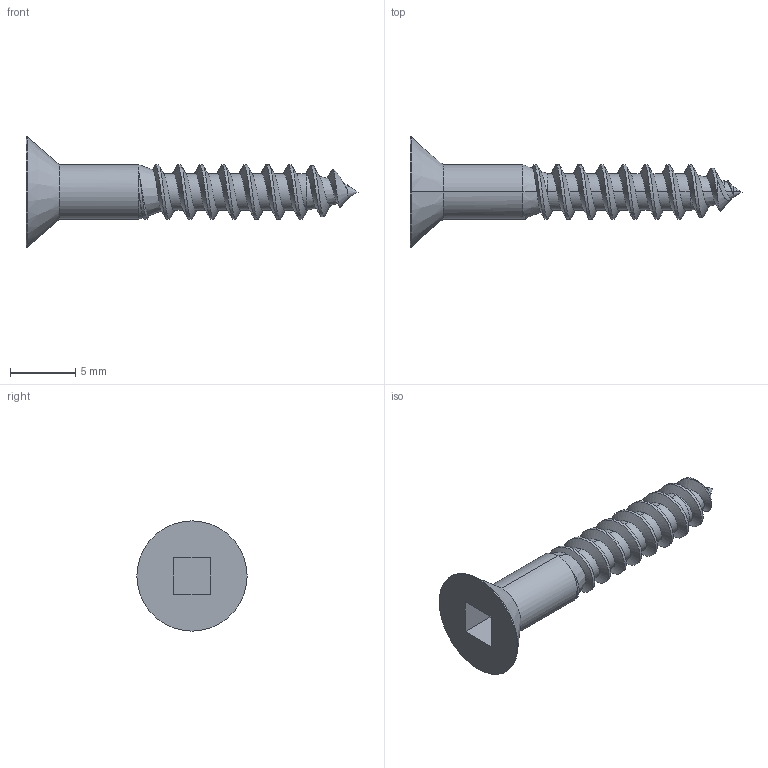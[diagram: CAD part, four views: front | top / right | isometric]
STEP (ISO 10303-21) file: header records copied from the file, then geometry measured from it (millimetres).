
FILE_DESCRIPTION (( 'STEP AP203' ), '1' );
FILE_NAME ('90610A199_Square-Drive Flat Head Screws for Wood.STEP', '2022-12-12T19:45:43', ( 'Administrator' ), ( 'Managed by Terraform' ), 'SwSTEP 2.0', 'SolidWorks 2017', '' );
FILE_SCHEMA (( 'CONFIG_CONTROL_DESIGN' ));
Length unit declared in the file: inch
Products named in the file (1): 90610A199_Square-Drive Flat Head Screws for Wood
Bounding box: 25.4 x 8.43 x 8.43 mm (x, y, z)
Volume: 275.3 mm3; surface area: 477.1 mm2
Topology: 1 solids, 1 shells, 50 faces, 131 edges, 82 vertices
Faces by surface type: cone 19, cylinder 18, bspline 7, plane 6
Entity records: 3924 total; most frequent: CARTESIAN_POINT 2802, ORIENTED_EDGE 258, DIRECTION 165, EDGE_CURVE 129, VERTEX_POINT 82, AXIS2_PLACEMENT_3D 60, EDGE_LOOP 51, ADVANCED_FACE 50
